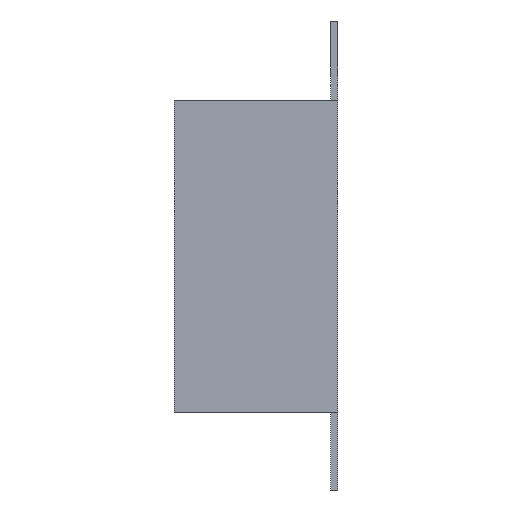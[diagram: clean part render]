
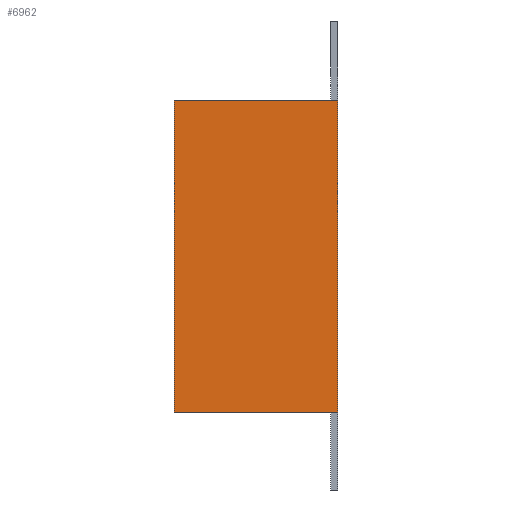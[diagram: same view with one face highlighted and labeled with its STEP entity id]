
A CAD part, left-side view. The second image highlights one B-rep face of the part: STEP entity #6962.
In plain terms, the highlighted planar face has unit normal (-1, 0, 0).
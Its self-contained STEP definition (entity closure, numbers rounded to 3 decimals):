
#1 = DIRECTION ( 'NONE',  ( 1., 0., 0. ) ) ;
#1565 = EDGE_CURVE ( 'NONE', #21575, #11966, #18876, .T. ) ;
#1897 = VECTOR ( 'NONE', #6998, 1000. ) ;
#3076 = CARTESIAN_POINT ( 'NONE',  ( -1., 2.1, 2. ) ) ;
#3710 = DIRECTION ( 'NONE',  ( 0., 0., -1. ) ) ;
#4244 = AXIS2_PLACEMENT_3D ( 'NONE', #22628, #1, #3710 ) ;
#4926 = CARTESIAN_POINT ( 'NONE',  ( -1., 0., -2. ) ) ;
#5974 = VERTEX_POINT ( 'NONE', #7767 ) ;
#5999 = EDGE_CURVE ( 'NONE', #11966, #9713, #22626, .T. ) ;
#6185 = EDGE_CURVE ( 'NONE', #5974, #9713, #12089, .T. ) ;
#6962 = ADVANCED_FACE ( 'NONE', ( #22279 ), #7400, .F. ) ;
#6998 = DIRECTION ( 'NONE',  ( 0., -1., 0. ) ) ;
#7400 = PLANE ( 'NONE',  #4244 ) ;
#7767 = CARTESIAN_POINT ( 'NONE',  ( -1., 2.1, 2. ) ) ;
#9713 = VERTEX_POINT ( 'NONE', #21149 ) ;
#9791 = ORIENTED_EDGE ( 'NONE', *, *, #5999, .T. ) ;
#10047 = CARTESIAN_POINT ( 'NONE',  ( -1., 2.1, -2. ) ) ;
#11813 = CARTESIAN_POINT ( 'NONE',  ( -1., 0., -2. ) ) ;
#11966 = VERTEX_POINT ( 'NONE', #4926 ) ;
#12089 = LINE ( 'NONE', #3076, #1897 ) ;
#12710 = EDGE_LOOP ( 'NONE', ( #9791, #16358, #18759, #22304 ) ) ;
#14931 = CARTESIAN_POINT ( 'NONE',  ( -1., 2.1, -2. ) ) ;
#15013 = DIRECTION ( 'NONE',  ( 0., -1., 0. ) ) ;
#16358 = ORIENTED_EDGE ( 'NONE', *, *, #6185, .F. ) ;
#17422 = DIRECTION ( 'NONE',  ( 0., 0., 1. ) ) ;
#18616 = VECTOR ( 'NONE', #21334, 1000. ) ;
#18709 = VECTOR ( 'NONE', #17422, 1000. ) ;
#18759 = ORIENTED_EDGE ( 'NONE', *, *, #20628, .F. ) ;
#18876 = LINE ( 'NONE', #14931, #22494 ) ;
#20110 = LINE ( 'NONE', #21014, #18616 ) ;
#20628 = EDGE_CURVE ( 'NONE', #21575, #5974, #20110, .T. ) ;
#21014 = CARTESIAN_POINT ( 'NONE',  ( -1., 2.1, -2. ) ) ;
#21149 = CARTESIAN_POINT ( 'NONE',  ( -1., 0., 2. ) ) ;
#21334 = DIRECTION ( 'NONE',  ( 0., 0., 1. ) ) ;
#21575 = VERTEX_POINT ( 'NONE', #10047 ) ;
#22279 = FACE_OUTER_BOUND ( 'NONE', #12710, .T. ) ;
#22304 = ORIENTED_EDGE ( 'NONE', *, *, #1565, .T. ) ;
#22494 = VECTOR ( 'NONE', #15013, 1000. ) ;
#22626 = LINE ( 'NONE', #11813, #18709 ) ;
#22628 = CARTESIAN_POINT ( 'NONE',  ( -1., 2.1, -2. ) ) ;
